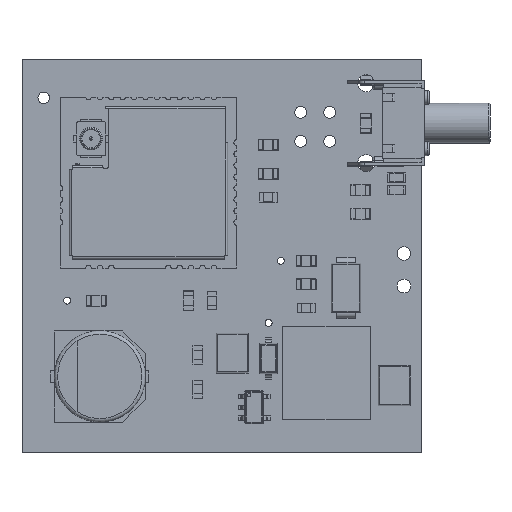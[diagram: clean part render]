
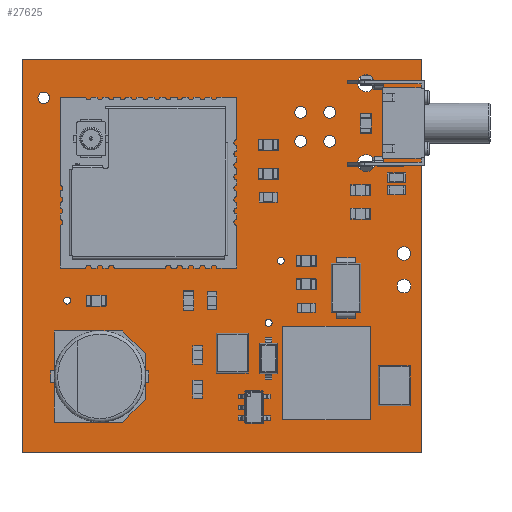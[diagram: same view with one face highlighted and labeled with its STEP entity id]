
A CAD part, top view. The second image highlights one B-rep face of the part: STEP entity #27625.
In plain terms, the highlighted planar face has unit normal (0, 0, 1).
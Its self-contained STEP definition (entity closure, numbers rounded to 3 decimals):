
#1844=FACE_BOUND('',#4512,.T.);
#1845=FACE_BOUND('',#4513,.T.);
#1846=FACE_BOUND('',#4514,.T.);
#1847=FACE_BOUND('',#4515,.T.);
#1848=FACE_BOUND('',#4516,.T.);
#1849=FACE_BOUND('',#4517,.T.);
#1850=FACE_BOUND('',#4518,.T.);
#1851=FACE_BOUND('',#4519,.T.);
#1852=FACE_BOUND('',#4520,.T.);
#1853=FACE_BOUND('',#4521,.T.);
#1854=FACE_BOUND('',#4522,.T.);
#1855=FACE_BOUND('',#4523,.T.);
#1856=FACE_BOUND('',#4524,.T.);
#1857=FACE_BOUND('',#4525,.T.);
#1858=FACE_BOUND('',#4526,.T.);
#1922=PLANE('',#29554);
#2969=FACE_OUTER_BOUND('',#4511,.T.);
#4511=EDGE_LOOP('',(#19437,#19438,#19439,#19440));
#4512=EDGE_LOOP('',(#19441));
#4513=EDGE_LOOP('',(#19442));
#4514=EDGE_LOOP('',(#19443));
#4515=EDGE_LOOP('',(#19444));
#4516=EDGE_LOOP('',(#19445));
#4517=EDGE_LOOP('',(#19446));
#4518=EDGE_LOOP('',(#19447));
#4519=EDGE_LOOP('',(#19448));
#4520=EDGE_LOOP('',(#19449));
#4521=EDGE_LOOP('',(#19450));
#4522=EDGE_LOOP('',(#19451));
#4523=EDGE_LOOP('',(#19452));
#4524=EDGE_LOOP('',(#19453));
#4525=EDGE_LOOP('',(#19454));
#4526=EDGE_LOOP('',(#19455));
#6125=LINE('',#39754,#9161);
#6128=LINE('',#39760,#9164);
#6131=LINE('',#39766,#9167);
#6134=LINE('',#39770,#9170);
#9161=VECTOR('',#31988,10.);
#9164=VECTOR('',#31993,10.);
#9167=VECTOR('',#31998,10.);
#9170=VECTOR('',#32003,10.);
#12181=CIRCLE('',#29507,0.75);
#12183=CIRCLE('',#29510,0.305);
#12185=CIRCLE('',#29513,0.508);
#12187=CIRCLE('',#29516,0.5);
#12189=CIRCLE('',#29519,0.6);
#12191=CIRCLE('',#29522,0.508);
#12193=CIRCLE('',#29525,0.508);
#12195=CIRCLE('',#29528,0.5);
#12197=CIRCLE('',#29531,0.75);
#12199=CIRCLE('',#29534,0.305);
#12201=CIRCLE('',#29537,0.508);
#12203=CIRCLE('',#29540,0.305);
#12205=CIRCLE('',#29543,0.6);
#12207=CIRCLE('',#29546,0.305);
#12209=CIRCLE('',#29549,0.508);
#12853=VERTEX_POINT('',#39660);
#12855=VERTEX_POINT('',#39666);
#12857=VERTEX_POINT('',#39672);
#12859=VERTEX_POINT('',#39678);
#12861=VERTEX_POINT('',#39684);
#12863=VERTEX_POINT('',#39690);
#12865=VERTEX_POINT('',#39696);
#12867=VERTEX_POINT('',#39702);
#12869=VERTEX_POINT('',#39708);
#12871=VERTEX_POINT('',#39714);
#12873=VERTEX_POINT('',#39720);
#12875=VERTEX_POINT('',#39726);
#12877=VERTEX_POINT('',#39732);
#12879=VERTEX_POINT('',#39738);
#12881=VERTEX_POINT('',#39744);
#12884=VERTEX_POINT('',#39751);
#12885=VERTEX_POINT('',#39753);
#12887=VERTEX_POINT('',#39759);
#12889=VERTEX_POINT('',#39765);
#15401=EDGE_CURVE('',#12853,#12853,#12181,.T.);
#15404=EDGE_CURVE('',#12855,#12855,#12183,.T.);
#15407=EDGE_CURVE('',#12857,#12857,#12185,.T.);
#15410=EDGE_CURVE('',#12859,#12859,#12187,.T.);
#15413=EDGE_CURVE('',#12861,#12861,#12189,.T.);
#15416=EDGE_CURVE('',#12863,#12863,#12191,.T.);
#15419=EDGE_CURVE('',#12865,#12865,#12193,.T.);
#15422=EDGE_CURVE('',#12867,#12867,#12195,.T.);
#15425=EDGE_CURVE('',#12869,#12869,#12197,.T.);
#15428=EDGE_CURVE('',#12871,#12871,#12199,.T.);
#15431=EDGE_CURVE('',#12873,#12873,#12201,.T.);
#15434=EDGE_CURVE('',#12875,#12875,#12203,.T.);
#15437=EDGE_CURVE('',#12877,#12877,#12205,.T.);
#15440=EDGE_CURVE('',#12879,#12879,#12207,.T.);
#15443=EDGE_CURVE('',#12881,#12881,#12209,.T.);
#15446=EDGE_CURVE('',#12885,#12884,#6125,.T.);
#15449=EDGE_CURVE('',#12887,#12885,#6128,.T.);
#15452=EDGE_CURVE('',#12889,#12887,#6131,.T.);
#15455=EDGE_CURVE('',#12884,#12889,#6134,.T.);
#19437=ORIENTED_EDGE('',*,*,#15455,.T.);
#19438=ORIENTED_EDGE('',*,*,#15452,.T.);
#19439=ORIENTED_EDGE('',*,*,#15449,.T.);
#19440=ORIENTED_EDGE('',*,*,#15446,.T.);
#19441=ORIENTED_EDGE('',*,*,#15401,.T.);
#19442=ORIENTED_EDGE('',*,*,#15404,.T.);
#19443=ORIENTED_EDGE('',*,*,#15407,.T.);
#19444=ORIENTED_EDGE('',*,*,#15410,.T.);
#19445=ORIENTED_EDGE('',*,*,#15413,.T.);
#19446=ORIENTED_EDGE('',*,*,#15416,.T.);
#19447=ORIENTED_EDGE('',*,*,#15419,.T.);
#19448=ORIENTED_EDGE('',*,*,#15422,.T.);
#19449=ORIENTED_EDGE('',*,*,#15425,.T.);
#19450=ORIENTED_EDGE('',*,*,#15428,.T.);
#19451=ORIENTED_EDGE('',*,*,#15431,.T.);
#19452=ORIENTED_EDGE('',*,*,#15434,.T.);
#19453=ORIENTED_EDGE('',*,*,#15437,.T.);
#19454=ORIENTED_EDGE('',*,*,#15440,.T.);
#19455=ORIENTED_EDGE('',*,*,#15443,.T.);
#27625=ADVANCED_FACE('',(#2969,#1844,#1845,#1846,#1847,#1848,#1849,#1850,
#1851,#1852,#1853,#1854,#1855,#1856,#1857,#1858),#1922,.T.);
#29507=AXIS2_PLACEMENT_3D('',#39662,#31884,#31885);
#29510=AXIS2_PLACEMENT_3D('',#39668,#31891,#31892);
#29513=AXIS2_PLACEMENT_3D('',#39674,#31898,#31899);
#29516=AXIS2_PLACEMENT_3D('',#39680,#31905,#31906);
#29519=AXIS2_PLACEMENT_3D('',#39686,#31912,#31913);
#29522=AXIS2_PLACEMENT_3D('',#39692,#31919,#31920);
#29525=AXIS2_PLACEMENT_3D('',#39698,#31926,#31927);
#29528=AXIS2_PLACEMENT_3D('',#39704,#31933,#31934);
#29531=AXIS2_PLACEMENT_3D('',#39710,#31940,#31941);
#29534=AXIS2_PLACEMENT_3D('',#39716,#31947,#31948);
#29537=AXIS2_PLACEMENT_3D('',#39722,#31954,#31955);
#29540=AXIS2_PLACEMENT_3D('',#39728,#31961,#31962);
#29543=AXIS2_PLACEMENT_3D('',#39734,#31968,#31969);
#29546=AXIS2_PLACEMENT_3D('',#39740,#31975,#31976);
#29549=AXIS2_PLACEMENT_3D('',#39746,#31982,#31983);
#29554=AXIS2_PLACEMENT_3D('',#39771,#32004,#32005);
#31884=DIRECTION('center_axis',(0.,0.,-1.));
#31885=DIRECTION('ref_axis',(1.,0.,0.));
#31891=DIRECTION('center_axis',(0.,0.,-1.));
#31892=DIRECTION('ref_axis',(1.,0.,0.));
#31898=DIRECTION('center_axis',(0.,0.,-1.));
#31899=DIRECTION('ref_axis',(1.,0.,0.));
#31905=DIRECTION('center_axis',(0.,0.,-1.));
#31906=DIRECTION('ref_axis',(1.,0.,0.));
#31912=DIRECTION('center_axis',(0.,0.,-1.));
#31913=DIRECTION('ref_axis',(1.,0.,0.));
#31919=DIRECTION('center_axis',(0.,0.,-1.));
#31920=DIRECTION('ref_axis',(1.,0.,0.));
#31926=DIRECTION('center_axis',(0.,0.,-1.));
#31927=DIRECTION('ref_axis',(1.,0.,0.));
#31933=DIRECTION('center_axis',(0.,0.,-1.));
#31934=DIRECTION('ref_axis',(1.,0.,0.));
#31940=DIRECTION('center_axis',(0.,0.,-1.));
#31941=DIRECTION('ref_axis',(1.,0.,0.));
#31947=DIRECTION('center_axis',(0.,0.,-1.));
#31948=DIRECTION('ref_axis',(1.,0.,0.));
#31954=DIRECTION('center_axis',(0.,0.,-1.));
#31955=DIRECTION('ref_axis',(1.,0.,0.));
#31961=DIRECTION('center_axis',(0.,0.,-1.));
#31962=DIRECTION('ref_axis',(1.,0.,0.));
#31968=DIRECTION('center_axis',(0.,0.,-1.));
#31969=DIRECTION('ref_axis',(1.,0.,0.));
#31975=DIRECTION('center_axis',(0.,0.,-1.));
#31976=DIRECTION('ref_axis',(1.,0.,0.));
#31982=DIRECTION('center_axis',(0.,0.,-1.));
#31983=DIRECTION('ref_axis',(1.,0.,0.));
#31988=DIRECTION('',(-1.,0.,0.));
#31993=DIRECTION('',(0.,1.,0.));
#31998=DIRECTION('',(1.,0.,0.));
#32003=DIRECTION('',(0.,-1.,0.));
#32004=DIRECTION('center_axis',(0.,0.,1.));
#32005=DIRECTION('ref_axis',(1.,0.,0.));
#39660=CARTESIAN_POINT('',(29.453,25.393,1.57));
#39662=CARTESIAN_POINT('Origin',(30.203,25.393,1.57));
#39666=CARTESIAN_POINT('',(3.664,13.335,1.57));
#39668=CARTESIAN_POINT('Origin',(3.969,13.335,1.57));
#39672=CARTESIAN_POINT('',(26.48,29.845,1.57));
#39674=CARTESIAN_POINT('Origin',(26.988,29.845,1.57));
#39678=CARTESIAN_POINT('',(32.203,31.143,1.57));
#39680=CARTESIAN_POINT('Origin',(32.703,31.143,1.57));
#39684=CARTESIAN_POINT('',(32.896,14.605,1.57));
#39686=CARTESIAN_POINT('Origin',(33.496,14.605,1.57));
#39690=CARTESIAN_POINT('',(1.397,31.115,1.57));
#39692=CARTESIAN_POINT('Origin',(1.905,31.115,1.57));
#39696=CARTESIAN_POINT('',(23.94,29.845,1.57));
#39698=CARTESIAN_POINT('Origin',(24.448,29.845,1.57));
#39702=CARTESIAN_POINT('',(32.203,26.643,1.57));
#39704=CARTESIAN_POINT('Origin',(32.703,26.643,1.57));
#39708=CARTESIAN_POINT('',(29.453,32.393,1.57));
#39710=CARTESIAN_POINT('Origin',(30.203,32.393,1.57));
#39714=CARTESIAN_POINT('',(22.397,16.828,1.57));
#39716=CARTESIAN_POINT('Origin',(22.701,16.828,1.57));
#39720=CARTESIAN_POINT('',(23.94,27.305,1.57));
#39722=CARTESIAN_POINT('Origin',(24.448,27.305,1.57));
#39726=CARTESIAN_POINT('',(21.327,11.389,1.57));
#39728=CARTESIAN_POINT('Origin',(21.631,11.389,1.57));
#39732=CARTESIAN_POINT('',(32.896,17.463,1.57));
#39734=CARTESIAN_POINT('Origin',(33.496,17.463,1.57));
#39738=CARTESIAN_POINT('',(16.364,27.146,1.57));
#39740=CARTESIAN_POINT('Origin',(16.669,27.146,1.57));
#39744=CARTESIAN_POINT('',(26.48,27.305,1.57));
#39746=CARTESIAN_POINT('Origin',(26.988,27.305,1.57));
#39751=CARTESIAN_POINT('',(0.,34.5,1.57));
#39753=CARTESIAN_POINT('',(35.,34.5,1.57));
#39754=CARTESIAN_POINT('',(35.,34.5,1.57));
#39759=CARTESIAN_POINT('',(35.,0.,1.57));
#39760=CARTESIAN_POINT('',(35.,0.,1.57));
#39765=CARTESIAN_POINT('',(0.,0.,1.57));
#39766=CARTESIAN_POINT('',(0.,0.,1.57));
#39770=CARTESIAN_POINT('',(0.,34.5,1.57));
#39771=CARTESIAN_POINT('Origin',(17.5,17.25,1.57));
